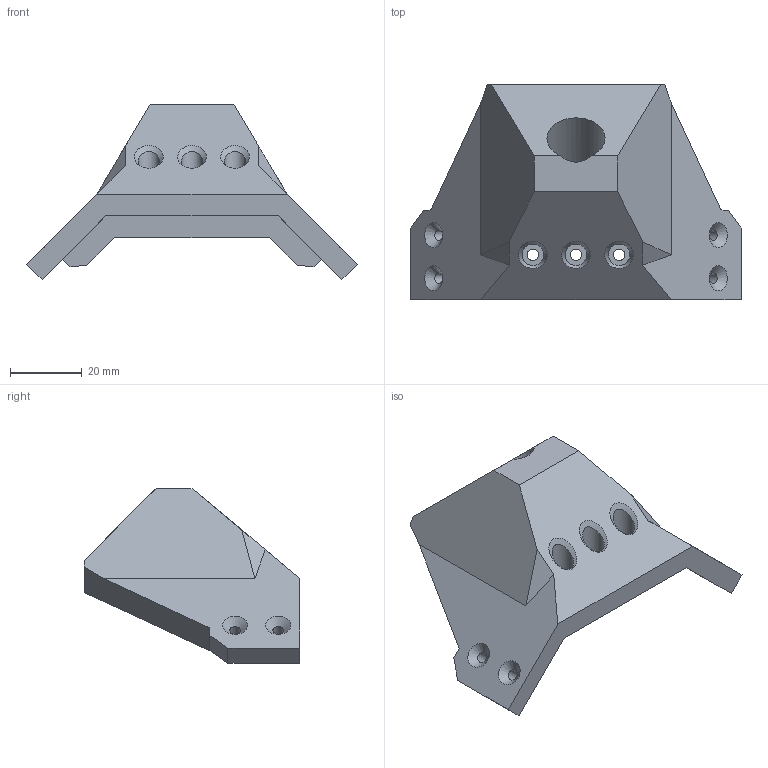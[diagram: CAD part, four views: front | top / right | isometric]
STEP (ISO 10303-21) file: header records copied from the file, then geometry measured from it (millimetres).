
FILE_DESCRIPTION(/* description */ (''),/* implementation_level */ '2;1');
FILE_NAME(/* name */ 'Leg_holder v16.step',/* time_stamp */ '2022-10-05T09:44:33+02:00',/* author */ (''),/* organization */ (''),/* preprocessor_version */ 'ST-DEVELOPER v19',/* originating_system */ 'Autodesk Translation Framework v11.7.0.108',/* authorisation */ '');
FILE_SCHEMA (('AUTOMOTIVE_DESIGN { 1 0 10303 214 3 1 1 }'));
Length unit declared in the file: millimetre
Products named in the file (1): Leg_holder
Bounding box: 91.94 x 60 x 48.68 mm (x, y, z)
Volume: 68525.3 mm3; surface area: 15880.9 mm2
Topology: 1 solids, 1 shells, 52 faces, 135 edges, 88 vertices
Faces by surface type: plane 34, cylinder 11, cone 4, bspline 3
Full cylindrical faces by diameter (mm): 3 x4, 3.2 x3, 6 x3, 16.2 x1
Entity records: 1862 total; most frequent: CARTESIAN_POINT 528, ORIENTED_EDGE 270, DIRECTION 251, EDGE_CURVE 135, LINE 101, VECTOR 101, VERTEX_POINT 88, AXIS2_PLACEMENT_3D 75
